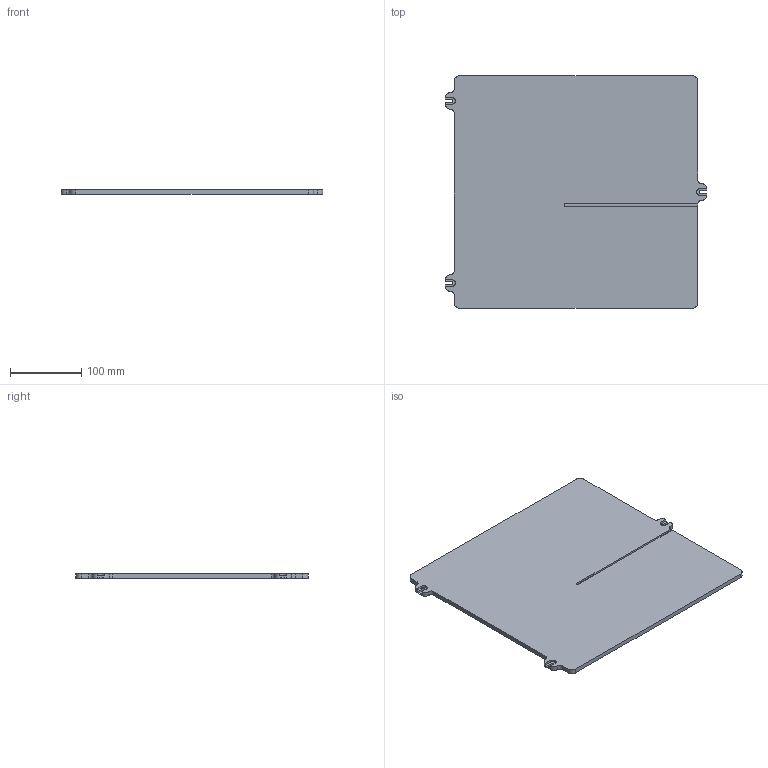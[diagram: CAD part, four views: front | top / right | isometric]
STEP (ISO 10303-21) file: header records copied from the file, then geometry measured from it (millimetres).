
FILE_DESCRIPTION(/* description */ (''),/* implementation_level */ '2;1');
FILE_NAME(/* name */ '300ZL Bed v1.step',/* time_stamp */ '2020-09-05T23:02:49+01:00',/* author */ (''),/* organization */ (''),/* preprocessor_version */ 'ST-DEVELOPER v18.1',/* originating_system */ 'Autodesk Translation Framework v9.3.0.1241',/* authorisation */ '');
FILE_SCHEMA (('AUTOMOTIVE_DESIGN { 1 0 10303 214 3 1 1 }'));
Length unit declared in the file: millimetre
Products named in the file (1): 300ZL Bed
Bounding box: 366 x 325 x 6.35 mm (x, y, z)
Volume: 705832 mm3; surface area: 233010.1 mm2
Topology: 1 solids, 1 shells, 56 faces, 161 edges, 107 vertices
Faces by surface type: plane 33, cylinder 23
Entity records: 1882 total; most frequent: DIRECTION 327, CARTESIAN_POINT 325, ORIENTED_EDGE 322, EDGE_CURVE 161, LINE 109, VECTOR 109, AXIS2_PLACEMENT_3D 109, VERTEX_POINT 107
